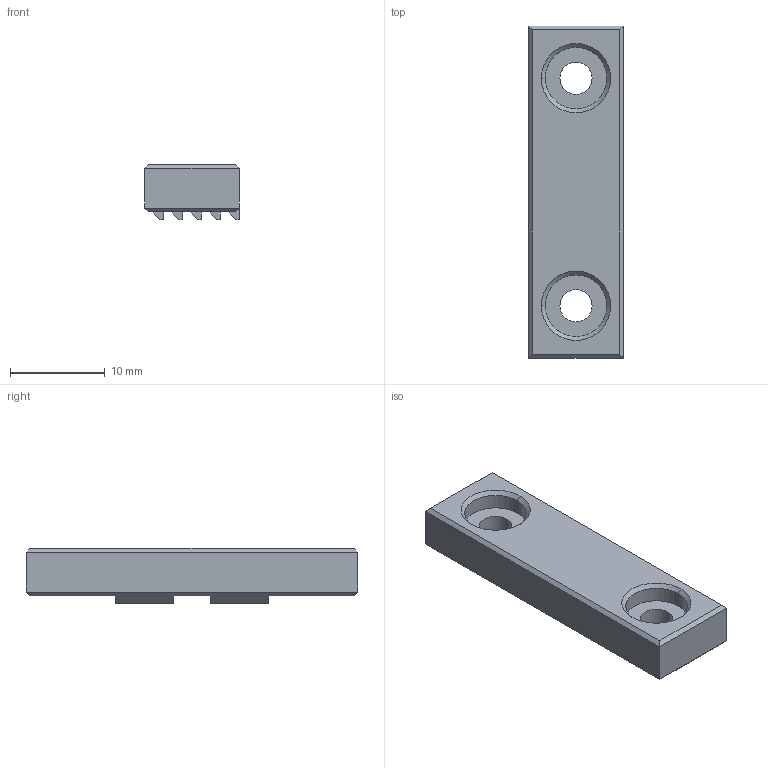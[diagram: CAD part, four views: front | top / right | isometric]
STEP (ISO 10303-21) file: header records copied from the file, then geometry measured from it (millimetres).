
FILE_DESCRIPTION (( 'STEP AP214' ), '1' );
FILE_NAME ('X-Axis_Belt_Clamp.STEP', '2023-11-05T08:03:22', ( '' ), ( '' ), 'SwSTEP 2.0', 'SolidWorks 2023', '' );
FILE_SCHEMA (( 'AUTOMOTIVE_DESIGN' ));
Length unit declared in the file: millimetre
Products named in the file (1): X-Axis_Belt_Clamp
Bounding box: 10 x 35 x 5.8 mm (x, y, z)
Volume: 1584 mm3; surface area: 1289.2 mm2
Topology: 1 solids, 1 shells, 82 faces, 194 edges, 124 vertices
Faces by surface type: plane 66, cone 8, cylinder 8
Entity records: 2345 total; most frequent: CARTESIAN_POINT 401, ORIENTED_EDGE 388, DIRECTION 384, EDGE_CURVE 194, VECTOR 170, LINE 170, VERTEX_POINT 124, AXIS2_PLACEMENT_3D 107
